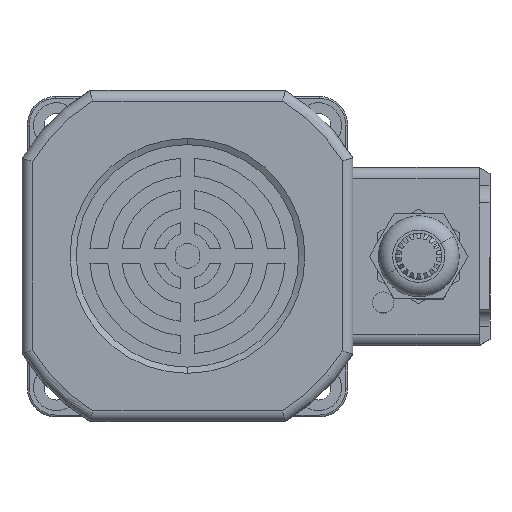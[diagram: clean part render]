
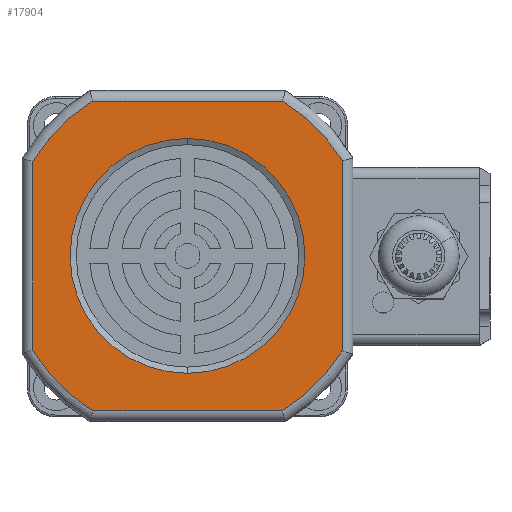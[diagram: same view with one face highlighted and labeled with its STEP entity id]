
A CAD part, top view. The second image highlights one B-rep face of the part: STEP entity #17904.
In plain terms, the highlighted face is planar.
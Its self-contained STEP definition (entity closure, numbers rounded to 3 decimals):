
#169 = DIRECTION ( 'NONE',  ( 0., -1., 0. ) ) ;
#485 = DIRECTION ( 'NONE',  ( 0., 0., 1. ) ) ;
#1262 = CARTESIAN_POINT ( 'NONE',  ( 0.05, 0., 43.5 ) ) ;
#1636 = VERTEX_POINT ( 'NONE', #10491 ) ;
#2156 = DIRECTION ( 'NONE',  ( 0., 0., 1. ) ) ;
#2743 = CARTESIAN_POINT ( 'NONE',  ( 43.5, 0., 26.705 ) ) ;
#3258 = LINE ( 'NONE', #10311, #13774 ) ;
#3337 = CARTESIAN_POINT ( 'NONE',  ( 0., 0., 0. ) ) ;
#3619 = AXIS2_PLACEMENT_3D ( 'NONE', #3337, #17088, #5392 ) ;
#3883 = CIRCLE ( 'NONE', #3619, 33. ) ;
#4470 = PLANE ( 'NONE',  #24202 ) ;
#4858 = VERTEX_POINT ( 'NONE', #16906 ) ;
#5392 = DIRECTION ( 'NONE',  ( 0., 0., -1. ) ) ;
#5918 = CARTESIAN_POINT ( 'NONE',  ( 0., 0., 0. ) ) ;
#6510 = VECTOR ( 'NONE', #7572, 1000. ) ;
#6865 = DIRECTION ( 'NONE',  ( 0., -1., 0. ) ) ;
#7129 = VERTEX_POINT ( 'NONE', #23251 ) ;
#7141 = LINE ( 'NONE', #21091, #6510 ) ;
#7555 = DIRECTION ( 'NONE',  ( 0., -1., 0. ) ) ;
#7572 = DIRECTION ( 'NONE',  ( 0., 0., -1. ) ) ;
#7761 = CARTESIAN_POINT ( 'NONE',  ( 0.05, 0., -43.5 ) ) ;
#8019 = DIRECTION ( 'NONE',  ( 0., 0., -1. ) ) ;
#8241 = CARTESIAN_POINT ( 'NONE',  ( 0., 0., -33. ) ) ;
#8525 = VERTEX_POINT ( 'NONE', #8241 ) ;
#9372 = FACE_OUTER_BOUND ( 'NONE', #14739, .T. ) ;
#9474 = ORIENTED_EDGE ( 'NONE', *, *, #18510, .T. ) ;
#9529 = ORIENTED_EDGE ( 'NONE', *, *, #18516, .T. ) ;
#9611 = VECTOR ( 'NONE', #13201, 1000. ) ;
#9633 = ORIENTED_EDGE ( 'NONE', *, *, #18547, .T. ) ;
#9644 = CARTESIAN_POINT ( 'NONE',  ( 0.05, 0., 0. ) ) ;
#9656 = ORIENTED_EDGE ( 'NONE', *, *, #18636, .T. ) ;
#9728 = DIRECTION ( 'NONE',  ( 1., 0., 0. ) ) ;
#9747 = ORIENTED_EDGE ( 'NONE', *, *, #18663, .T. ) ;
#9955 = ORIENTED_EDGE ( 'NONE', *, *, #18672, .T. ) ;
#9981 = ORIENTED_EDGE ( 'NONE', *, *, #18831, .T. ) ;
#10028 = ORIENTED_EDGE ( 'NONE', *, *, #18861, .T. ) ;
#10216 = ORIENTED_EDGE ( 'NONE', *, *, #18896, .F. ) ;
#10263 = ORIENTED_EDGE ( 'NONE', *, *, #15661, .F. ) ;
#10311 = CARTESIAN_POINT ( 'NONE',  ( 43.5, 0., 0. ) ) ;
#10491 = CARTESIAN_POINT ( 'NONE',  ( 0., 0., 33. ) ) ;
#10529 = LINE ( 'NONE', #7761, #15565 ) ;
#11540 = DIRECTION ( 'NONE',  ( 0., 0., 1. ) ) ;
#11713 = CIRCLE ( 'NONE', #21905, 51. ) ;
#11977 = VERTEX_POINT ( 'NONE', #23152 ) ;
#12125 = CARTESIAN_POINT ( 'NONE',  ( 0.05, 0., 0. ) ) ;
#12436 = DIRECTION ( 'NONE',  ( 0., 1., 0. ) ) ;
#12601 = CARTESIAN_POINT ( 'NONE',  ( -26.572, 0., 43.5 ) ) ;
#13201 = DIRECTION ( 'NONE',  ( -1., 0., 0. ) ) ;
#13774 = VECTOR ( 'NONE', #2156, 1000. ) ;
#13988 = VERTEX_POINT ( 'NONE', #18000 ) ;
#14032 = DIRECTION ( 'NONE',  ( 0., 0., 1. ) ) ;
#14739 = EDGE_LOOP ( 'NONE', ( #9474, #9529, #9633, #9656, #9747, #9955, #9981, #10028 ) ) ;
#14930 = VERTEX_POINT ( 'NONE', #20423 ) ;
#14996 = FACE_BOUND ( 'NONE', #19721, .T. ) ;
#15239 = LINE ( 'NONE', #1262, #9611 ) ;
#15565 = VECTOR ( 'NONE', #9728, 1000. ) ;
#15661 = EDGE_CURVE ( 'NONE', #1636, #8525, #3883, .T. ) ;
#16196 = CIRCLE ( 'NONE', #22237, 51. ) ;
#16648 = CARTESIAN_POINT ( 'NONE',  ( 26.673, 0., 43.5 ) ) ;
#16906 = CARTESIAN_POINT ( 'NONE',  ( -43.5, 0., 26.54 ) ) ;
#17088 = DIRECTION ( 'NONE',  ( 0., -1., 0. ) ) ;
#17904 = ADVANCED_FACE ( 'NONE', ( #9372, #14996 ), #4470, .F. ) ;
#18000 = CARTESIAN_POINT ( 'NONE',  ( -26.572, 0., -43.5 ) ) ;
#18312 = CIRCLE ( 'NONE', #21748, 51. ) ;
#18446 = CARTESIAN_POINT ( 'NONE',  ( 0.05, 0., 0. ) ) ;
#18510 = EDGE_CURVE ( 'NONE', #4858, #11977, #7141, .T. ) ;
#18516 = EDGE_CURVE ( 'NONE', #11977, #13988, #16196, .T. ) ;
#18547 = EDGE_CURVE ( 'NONE', #13988, #7129, #10529, .T. ) ;
#18624 = CIRCLE ( 'NONE', #21018, 33. ) ;
#18636 = EDGE_CURVE ( 'NONE', #7129, #14930, #11713, .T. ) ;
#18663 = EDGE_CURVE ( 'NONE', #14930, #23794, #3258, .T. ) ;
#18672 = EDGE_CURVE ( 'NONE', #23794, #23181, #18312, .T. ) ;
#18831 = EDGE_CURVE ( 'NONE', #23181, #19011, #15239, .T. ) ;
#18861 = EDGE_CURVE ( 'NONE', #19011, #4858, #19247, .T. ) ;
#18896 = EDGE_CURVE ( 'NONE', #8525, #1636, #18624, .T. ) ;
#19011 = VERTEX_POINT ( 'NONE', #12601 ) ;
#19126 = CARTESIAN_POINT ( 'NONE',  ( 0.05, 0., 0. ) ) ;
#19247 = CIRCLE ( 'NONE', #21201, 51. ) ;
#19567 = DIRECTION ( 'NONE',  ( 0., -1., 0. ) ) ;
#19721 = EDGE_LOOP ( 'NONE', ( #10216, #10263 ) ) ;
#20423 = CARTESIAN_POINT ( 'NONE',  ( 43.5, 0., -26.705 ) ) ;
#20449 = DIRECTION ( 'NONE',  ( 0., 0., 1. ) ) ;
#21018 = AXIS2_PLACEMENT_3D ( 'NONE', #5918, #19567, #8019 ) ;
#21073 = DIRECTION ( 'NONE',  ( 0., 0., 1. ) ) ;
#21091 = CARTESIAN_POINT ( 'NONE',  ( -43.5, 0., 0. ) ) ;
#21201 = AXIS2_PLACEMENT_3D ( 'NONE', #19126, #7555, #21073 ) ;
#21748 = AXIS2_PLACEMENT_3D ( 'NONE', #18446, #6865, #20449 ) ;
#21905 = AXIS2_PLACEMENT_3D ( 'NONE', #12125, #169, #14032 ) ;
#22050 = CARTESIAN_POINT ( 'NONE',  ( 0.05, 0., 0. ) ) ;
#22237 = AXIS2_PLACEMENT_3D ( 'NONE', #9644, #23091, #11540 ) ;
#23091 = DIRECTION ( 'NONE',  ( 0., -1., 0. ) ) ;
#23152 = CARTESIAN_POINT ( 'NONE',  ( -43.5, 0., -26.54 ) ) ;
#23181 = VERTEX_POINT ( 'NONE', #16648 ) ;
#23251 = CARTESIAN_POINT ( 'NONE',  ( 26.673, 0., -43.5 ) ) ;
#23794 = VERTEX_POINT ( 'NONE', #2743 ) ;
#24202 = AXIS2_PLACEMENT_3D ( 'NONE', #22050, #12436, #485 ) ;
